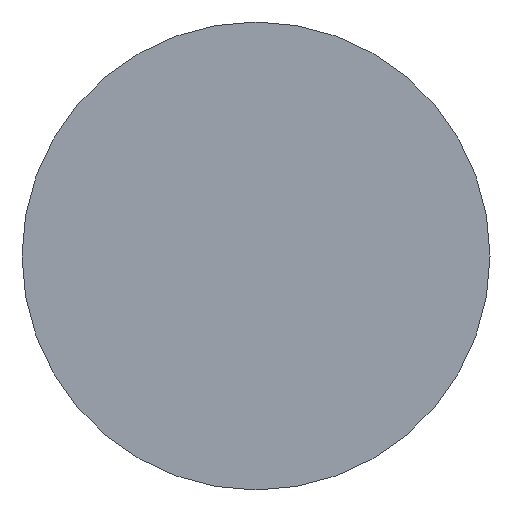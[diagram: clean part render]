
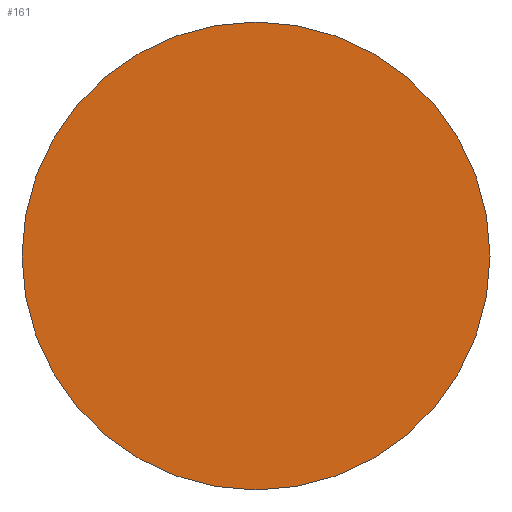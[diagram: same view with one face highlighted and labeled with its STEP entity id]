
A CAD part, left-side view. The second image highlights one B-rep face of the part: STEP entity #161.
In plain terms, the highlighted planar face has unit normal (-1, 0, 0).
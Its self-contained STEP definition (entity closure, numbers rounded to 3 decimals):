
#3 = VERTEX_POINT ( 'NONE', #156 ) ;
#18 = DIRECTION ( 'NONE',  ( -1., 0., 0. ) ) ;
#22 = DIRECTION ( 'NONE',  ( 1., 0., 0. ) ) ;
#23 = CIRCLE ( 'NONE', #151, 12.5 ) ;
#24 = DIRECTION ( 'NONE',  ( -1., 0., 0. ) ) ;
#31 = AXIS2_PLACEMENT_3D ( 'NONE', #150, #22, #60 ) ;
#43 = AXIS2_PLACEMENT_3D ( 'NONE', #44, #18, #85 ) ;
#44 = CARTESIAN_POINT ( 'NONE',  ( 57.358, 32.579, 0. ) ) ;
#48 = EDGE_LOOP ( 'NONE', ( #119, #51 ) ) ;
#51 = ORIENTED_EDGE ( 'NONE', *, *, #122, .T. ) ;
#60 = DIRECTION ( 'NONE',  ( 0., 1., 0. ) ) ;
#82 = FACE_OUTER_BOUND ( 'NONE', #48, .T. ) ;
#85 = DIRECTION ( 'NONE',  ( 0., -1., 0. ) ) ;
#108 = PLANE ( 'NONE',  #31 ) ;
#109 = DIRECTION ( 'NONE',  ( 0., -1., 0. ) ) ;
#110 = CARTESIAN_POINT ( 'NONE',  ( 57.358, 32.579, 0. ) ) ;
#111 = EDGE_CURVE ( 'NONE', #136, #3, #23, .T. ) ;
#119 = ORIENTED_EDGE ( 'NONE', *, *, #111, .T. ) ;
#122 = EDGE_CURVE ( 'NONE', #3, #136, #153, .T. ) ;
#136 = VERTEX_POINT ( 'NONE', #147 ) ;
#147 = CARTESIAN_POINT ( 'NONE',  ( 57.358, 20.079, 0. ) ) ;
#150 = CARTESIAN_POINT ( 'NONE',  ( 57.358, 32.579, 0. ) ) ;
#151 = AXIS2_PLACEMENT_3D ( 'NONE', #110, #24, #109 ) ;
#153 = CIRCLE ( 'NONE', #43, 12.5 ) ;
#156 = CARTESIAN_POINT ( 'NONE',  ( 57.358, 45.079, 0. ) ) ;
#161 = ADVANCED_FACE ( 'NONE', ( #82 ), #108, .F. ) ;
